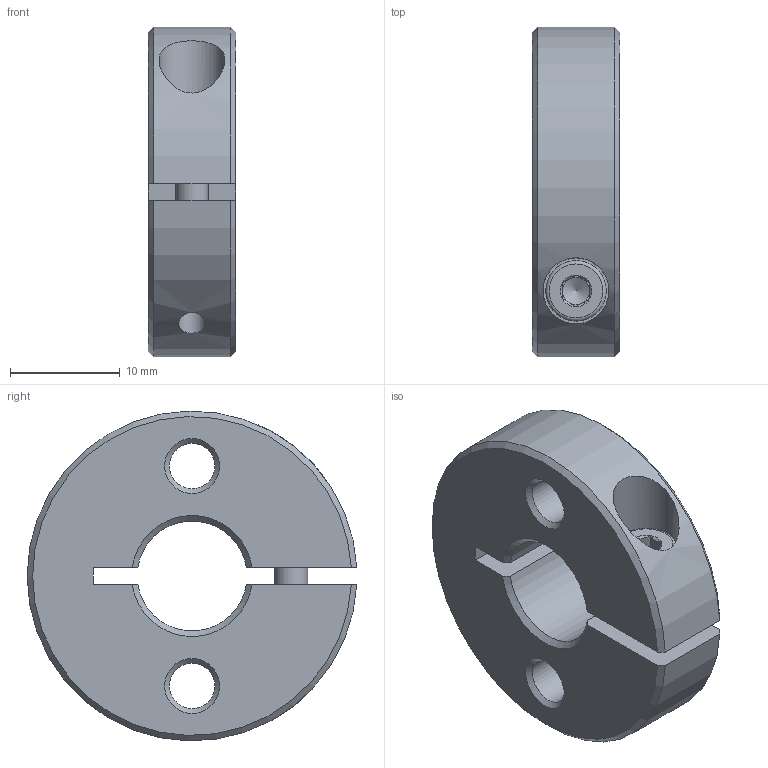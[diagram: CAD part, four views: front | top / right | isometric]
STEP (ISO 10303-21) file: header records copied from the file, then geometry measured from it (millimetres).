
FILE_DESCRIPTION(/* description */ ('STEP AP214'),/* implementation_level */ '2;1');
FILE_NAME(/* name */ 'SSCSW10-8',/* time_stamp */ '2025-02-24T18:00:41+01:00',/* author */ ('License CC BY-ND 4.0'),/* organization */ ('CADENAS'),/* preprocessor_version */ 'ST-DEVELOPER v19.3',/* originating_system */ 'PARTsolutions',/* authorisation */ ' ');
FILE_SCHEMA (('AUTOMOTIVE_DESIGN {1 0 10303 214 3 1 1}'));
Length unit declared in the file: millimetre
Products named in the file (3): SSCSW10-8; SSCSW10-8b; Slotted head cap screw ISO 4762 - M3x10
Assembly tree (2 placements, depth 2):
  SSCSW10-8
    SSCSW10-8b
    Slotted head cap screw ISO 4762 - M3x10
Bounding box: 8 x 29.98 x 29.99 mm (x, y, z)
Volume: 4452.4 mm3; surface area: 2914.9 mm2
Topology: 2 solids, 2 shells, 56 faces, 134 edges, 84 vertices
Faces by surface type: plane 23, cone 20, cylinder 10, torus 3
Full cylindrical faces by diameter (mm): 2.459 x1, 3 x1, 3.4 x1, 4.134 x2, 5.5 x1, 6 x1
Entity records: 1655 total; most frequent: CARTESIAN_POINT 348, DIRECTION 258, ORIENTED_EDGE 228, EDGE_CURVE 114, AXIS2_PLACEMENT_3D 105, FACE_BOUND 85, EDGE_LOOP 84, VERTEX_POINT 83
